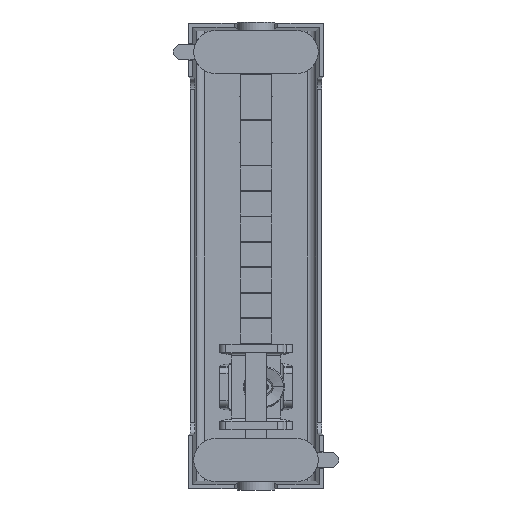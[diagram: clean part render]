
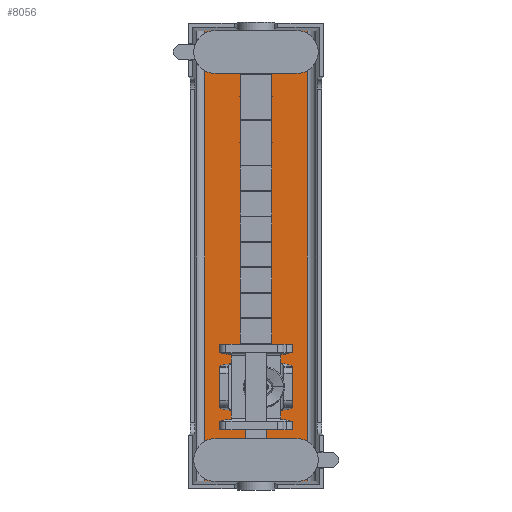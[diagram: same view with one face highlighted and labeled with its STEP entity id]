
A CAD part, front view. The second image highlights one B-rep face of the part: STEP entity #8056.
In plain terms, the highlighted planar face has unit normal (0, -1, 0).
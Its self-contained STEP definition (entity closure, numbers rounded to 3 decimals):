
#40 = DIRECTION ( 'NONE',  ( -1., 0., 0. ) ) ;
#262 = CARTESIAN_POINT ( 'NONE',  ( 106.785, 39., 23.94 ) ) ;
#379 = LINE ( 'NONE', #3772, #13757 ) ;
#869 = EDGE_CURVE ( 'NONE', #6618, #2397, #7144, .T. ) ;
#922 = ORIENTED_EDGE ( 'NONE', *, *, #5746, .T. ) ;
#1152 = VECTOR ( 'NONE', #5276, 1000. ) ;
#2352 = CARTESIAN_POINT ( 'NONE',  ( 106.785, 39., 23.94 ) ) ;
#2397 = VERTEX_POINT ( 'NONE', #8775 ) ;
#3076 = CARTESIAN_POINT ( 'NONE',  ( 106.785, 39., -23.94 ) ) ;
#3772 = CARTESIAN_POINT ( 'NONE',  ( 104.837, 39., 23.94 ) ) ;
#3877 = CARTESIAN_POINT ( 'NONE',  ( 104.837, 39., -23.94 ) ) ;
#4161 = CARTESIAN_POINT ( 'NONE',  ( 104.837, 39., 23.94 ) ) ;
#4223 = VERTEX_POINT ( 'NONE', #4161 ) ;
#4765 = LINE ( 'NONE', #262, #4882 ) ;
#4882 = VECTOR ( 'NONE', #40, 1000. ) ;
#4936 = ORIENTED_EDGE ( 'NONE', *, *, #869, .F. ) ;
#5276 = DIRECTION ( 'NONE',  ( -1., 0., 0. ) ) ;
#5746 = EDGE_CURVE ( 'NONE', #4223, #2397, #4765, .T. ) ;
#6618 = VERTEX_POINT ( 'NONE', #13969 ) ;
#7144 = LINE ( 'NONE', #12463, #13091 ) ;
#7283 = AXIS2_PLACEMENT_3D ( 'NONE', #2352, #9991, #11320 ) ;
#7335 = PLANE ( 'NONE',  #7283 ) ;
#7435 = VERTEX_POINT ( 'NONE', #3877 ) ;
#8056 = ADVANCED_FACE ( 'NONE', ( #9855 ), #7335, .T. ) ;
#8775 = CARTESIAN_POINT ( 'NONE',  ( -104.837, 39., 23.94 ) ) ;
#9855 = FACE_OUTER_BOUND ( 'NONE', #14481, .T. ) ;
#9991 = DIRECTION ( 'NONE',  ( 0., -1., 0. ) ) ;
#10366 = ORIENTED_EDGE ( 'NONE', *, *, #12986, .F. ) ;
#11265 = EDGE_CURVE ( 'NONE', #7435, #4223, #379, .T. ) ;
#11320 = DIRECTION ( 'NONE',  ( 0., 0., -1. ) ) ;
#12463 = CARTESIAN_POINT ( 'NONE',  ( -104.837, 39., 23.94 ) ) ;
#12986 = EDGE_CURVE ( 'NONE', #7435, #6618, #14219, .T. ) ;
#13091 = VECTOR ( 'NONE', #13842, 1000. ) ;
#13675 = ORIENTED_EDGE ( 'NONE', *, *, #11265, .T. ) ;
#13757 = VECTOR ( 'NONE', #13953, 1000. ) ;
#13842 = DIRECTION ( 'NONE',  ( 0., 0., 1. ) ) ;
#13953 = DIRECTION ( 'NONE',  ( 0., 0., 1. ) ) ;
#13969 = CARTESIAN_POINT ( 'NONE',  ( -104.837, 39., -23.94 ) ) ;
#14219 = LINE ( 'NONE', #3076, #1152 ) ;
#14481 = EDGE_LOOP ( 'NONE', ( #4936, #10366, #13675, #922 ) ) ;
